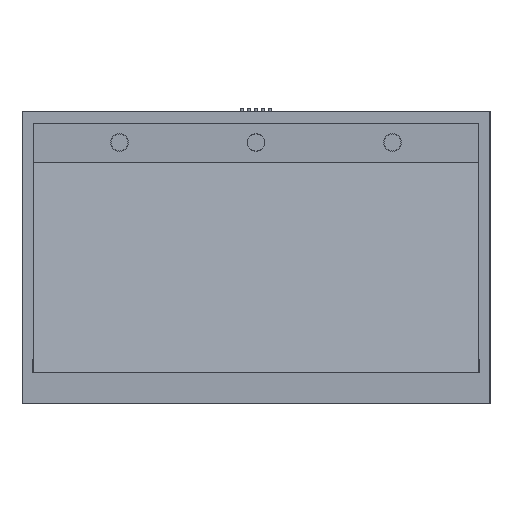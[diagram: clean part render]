
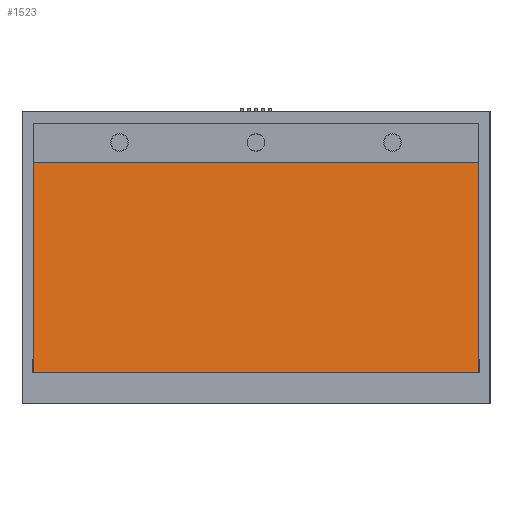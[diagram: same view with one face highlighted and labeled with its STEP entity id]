
A CAD part, front view. The second image highlights one B-rep face of the part: STEP entity #1523.
In plain terms, the highlighted planar face has unit normal (0, -0.994, 0.109).
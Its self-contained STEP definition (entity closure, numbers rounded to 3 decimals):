
#1183=DIRECTION('',(1.,0.,0.));
#1184=VECTOR('',#1183,1145.);
#1185=CARTESIAN_POINT('',(-572.5,60.,245.));
#1186=LINE('',#1185,#1184);
#1229=DIRECTION('',(0.,0.109,0.994));
#1230=VECTOR('',#1229,543.214);
#1231=CARTESIAN_POINT('',(-572.5,1.,-295.));
#1232=LINE('',#1231,#1230);
#1279=DIRECTION('',(1.,0.,0.));
#1280=VECTOR('',#1279,1145.);
#1281=CARTESIAN_POINT('',(-572.5,1.,-295.));
#1282=LINE('',#1281,#1280);
#1299=DIRECTION('',(0.,0.109,0.994));
#1300=VECTOR('',#1299,543.214);
#1301=CARTESIAN_POINT('',(572.5,1.,-295.));
#1302=LINE('',#1301,#1300);
#1335=CARTESIAN_POINT('',(-572.5,1.,-295.));
#1336=CARTESIAN_POINT('',(-572.5,60.,245.));
#1337=VERTEX_POINT('',#1335);
#1338=VERTEX_POINT('',#1336);
#1341=CARTESIAN_POINT('',(572.5,1.,-295.));
#1342=CARTESIAN_POINT('',(572.5,60.,245.));
#1343=VERTEX_POINT('',#1341);
#1344=VERTEX_POINT('',#1342);
#1511=CARTESIAN_POINT('',(-572.5,1.,-295.));
#1512=DIRECTION('',(0.,0.994,-0.109));
#1513=DIRECTION('',(0.,0.109,0.994));
#1514=AXIS2_PLACEMENT_3D('',#1511,#1512,#1513);
#1515=PLANE('',#1514);
#1516=ORIENTED_EDGE('',*,*,#1442,.T.);
#1517=ORIENTED_EDGE('',*,*,#1410,.T.);
#1519=ORIENTED_EDGE('',*,*,#1518,.F.);
#1520=ORIENTED_EDGE('',*,*,#1502,.F.);
#1521=EDGE_LOOP('',(#1516,#1517,#1519,#1520));
#1522=FACE_OUTER_BOUND('',#1521,.F.);
#1523=ADVANCED_FACE('',(#1522),#1515,.F.);
#1410=EDGE_CURVE('',#1338,#1344,#1186,.T.);
#1442=EDGE_CURVE('',#1337,#1338,#1232,.T.);
#1502=EDGE_CURVE('',#1337,#1343,#1282,.T.);
#1518=EDGE_CURVE('',#1343,#1344,#1302,.T.);
